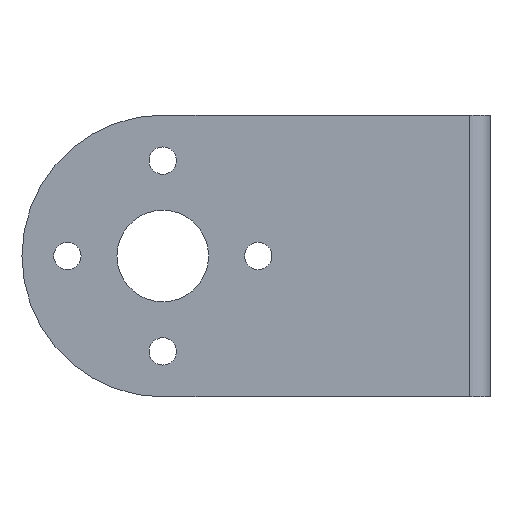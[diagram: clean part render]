
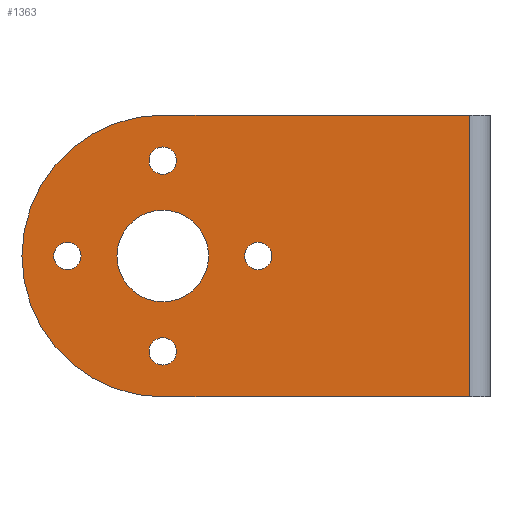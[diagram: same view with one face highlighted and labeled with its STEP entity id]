
A CAD part, left-side view. The second image highlights one B-rep face of the part: STEP entity #1363.
In plain terms, the highlighted planar face has unit normal (-1, 0, 0).
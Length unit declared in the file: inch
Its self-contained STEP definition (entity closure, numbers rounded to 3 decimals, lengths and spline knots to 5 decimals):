
#449 = CARTESIAN_POINT ( 'NONE',  ( -1.0285, 0.07, 0.4845 ) ) ;
#450 = CARTESIAN_POINT ( 'NONE',  ( -1.0285, 1.1245, 0.4845 ) ) ;
#494 = DIRECTION ( 'NONE',  ( 0., 0., -1. ) ) ;
#495 = DIRECTION ( 'NONE',  ( -1., 0., 0. ) ) ;
#496 = CARTESIAN_POINT ( 'NONE',  ( -1.0285, 1.1245, 0. ) ) ;
#497 = AXIS2_PLACEMENT_3D ( 'NONE', #496, #495, #494 ) ;
#498 = CIRCLE ( 'NONE', #497, 0.4845 ) ;
#499 = DIRECTION ( 'NONE',  ( 0., -1., 0. ) ) ;
#500 = VECTOR ( 'NONE', #499, 39.37008 ) ;
#501 = CARTESIAN_POINT ( 'NONE',  ( -1.0285, 1.609, 0.4845 ) ) ;
#502 = LINE ( 'NONE', #501, #500 ) ;
#514 = DIRECTION ( 'NONE',  ( 0., 0., -1. ) ) ;
#515 = DIRECTION ( 'NONE',  ( -1., 0., 0. ) ) ;
#516 = CARTESIAN_POINT ( 'NONE',  ( -1.0285, 1.125, 0. ) ) ;
#517 = AXIS2_PLACEMENT_3D ( 'NONE', #516, #515, #514 ) ;
#518 = CIRCLE ( 'NONE', #517, 0.1575 ) ;
#543 = CARTESIAN_POINT ( 'NONE',  ( -1.0285, 1.125, -0.1575 ) ) ;
#593 = DIRECTION ( 'NONE',  ( 0., 0., -1. ) ) ;
#594 = DIRECTION ( 'NONE',  ( 1., 0., 0. ) ) ;
#595 = CARTESIAN_POINT ( 'NONE',  ( -1.0285, 1.609, 0. ) ) ;
#596 = AXIS2_PLACEMENT_3D ( 'NONE', #595, #594, #593 ) ;
#597 = PLANE ( 'NONE',  #596 ) ;
#598 = FACE_BOUND ( 'NONE', #1242, .T. ) ;
#599 = FACE_OUTER_BOUND ( 'NONE', #1342, .T. ) ;
#600 = FACE_BOUND ( 'NONE', #1352, .T. ) ;
#601 = FACE_BOUND ( 'NONE', #1358, .T. ) ;
#602 = FACE_BOUND ( 'NONE', #1357, .T. ) ;
#603 = FACE_BOUND ( 'NONE', #1346, .T. ) ;
#604 = DIRECTION ( 'NONE',  ( 0., 0., -1. ) ) ;
#610 = DIRECTION ( 'NONE',  ( 1., 0., 0. ) ) ;
#611 = AXIS2_PLACEMENT_3D ( 'NONE', #617, #610, #604 ) ;
#612 = CIRCLE ( 'NONE', #611, 0.047 ) ;
#613 = DIRECTION ( 'NONE',  ( 0., 0., -1. ) ) ;
#614 = DIRECTION ( 'NONE',  ( 1., 0., 0. ) ) ;
#615 = AXIS2_PLACEMENT_3D ( 'NONE', #653, #614, #613 ) ;
#616 = CIRCLE ( 'NONE', #615, 0.047 ) ;
#617 = CARTESIAN_POINT ( 'NONE',  ( -1.0285, 1.125, 0.328 ) ) ;
#620 = DIRECTION ( 'NONE',  ( 0., -1., 0. ) ) ;
#621 = VECTOR ( 'NONE', #620, 39.37008 ) ;
#622 = CARTESIAN_POINT ( 'NONE',  ( -1.0285, 1.609, -0.4845 ) ) ;
#623 = LINE ( 'NONE', #622, #621 ) ;
#643 = CARTESIAN_POINT ( 'NONE',  ( -1.0285, 0.07, -0.4845 ) ) ;
#644 = CARTESIAN_POINT ( 'NONE',  ( -1.0285, 1.1245, -0.4845 ) ) ;
#648 = DIRECTION ( 'NONE',  ( 0., 0., -1. ) ) ;
#649 = DIRECTION ( 'NONE',  ( 1., 0., 0. ) ) ;
#650 = CARTESIAN_POINT ( 'NONE',  ( -1.0285, 1.453, 0. ) ) ;
#651 = AXIS2_PLACEMENT_3D ( 'NONE', #650, #649, #648 ) ;
#652 = CIRCLE ( 'NONE', #651, 0.047 ) ;
#653 = CARTESIAN_POINT ( 'NONE',  ( -1.0285, 0.797, 0. ) ) ;
#664 = CARTESIAN_POINT ( 'NONE',  ( -1.0285, 1.125, 0.1575 ) ) ;
#718 = DIRECTION ( 'NONE',  ( 0., 0., -1. ) ) ;
#719 = DIRECTION ( 'NONE',  ( 1., 0., 0. ) ) ;
#720 = CARTESIAN_POINT ( 'NONE',  ( -1.0285, 1.125, -0.328 ) ) ;
#721 = AXIS2_PLACEMENT_3D ( 'NONE', #720, #719, #718 ) ;
#722 = CIRCLE ( 'NONE', #721, 0.047 ) ;
#724 = CARTESIAN_POINT ( 'NONE',  ( -1.0285, 1.125, -0.375 ) ) ;
#725 = CARTESIAN_POINT ( 'NONE',  ( -1.0285, 1.125, -0.281 ) ) ;
#727 = DIRECTION ( 'NONE',  ( 0., 0., 1. ) ) ;
#728 = VECTOR ( 'NONE', #727, 39.37008 ) ;
#729 = CARTESIAN_POINT ( 'NONE',  ( -1.0285, 0.07, 0. ) ) ;
#730 = LINE ( 'NONE', #729, #728 ) ;
#732 = DIRECTION ( 'NONE',  ( 0., 0., -1. ) ) ;
#733 = DIRECTION ( 'NONE',  ( 1., 0., 0. ) ) ;
#734 = CARTESIAN_POINT ( 'NONE',  ( -1.0285, 1.125, -0.328 ) ) ;
#735 = AXIS2_PLACEMENT_3D ( 'NONE', #734, #733, #732 ) ;
#736 = CIRCLE ( 'NONE', #735, 0.047 ) ;
#791 = DIRECTION ( 'NONE',  ( 0., 0., -1. ) ) ;
#792 = DIRECTION ( 'NONE',  ( -1., 0., 0. ) ) ;
#793 = CARTESIAN_POINT ( 'NONE',  ( -1.0285, 1.125, 0. ) ) ;
#794 = AXIS2_PLACEMENT_3D ( 'NONE', #793, #792, #791 ) ;
#795 = CIRCLE ( 'NONE', #794, 0.1575 ) ;
#861 = CARTESIAN_POINT ( 'NONE',  ( -1.0285, 0.797, -0.047 ) ) ;
#862 = CARTESIAN_POINT ( 'NONE',  ( -1.0285, 0.797, 0.047 ) ) ;
#863 = DIRECTION ( 'NONE',  ( 0., 0., -1. ) ) ;
#864 = DIRECTION ( 'NONE',  ( 1., 0., 0. ) ) ;
#865 = AXIS2_PLACEMENT_3D ( 'NONE', #903, #864, #863 ) ;
#866 = CIRCLE ( 'NONE', #865, 0.047 ) ;
#872 = CARTESIAN_POINT ( 'NONE',  ( -1.0285, 1.125, 0.281 ) ) ;
#873 = CARTESIAN_POINT ( 'NONE',  ( -1.0285, 1.125, 0.375 ) ) ;
#874 = DIRECTION ( 'NONE',  ( 0., 0., -1. ) ) ;
#875 = DIRECTION ( 'NONE',  ( 1., 0., 0. ) ) ;
#876 = AXIS2_PLACEMENT_3D ( 'NONE', #883, #875, #874 ) ;
#877 = CIRCLE ( 'NONE', #876, 0.047 ) ;
#883 = CARTESIAN_POINT ( 'NONE',  ( -1.0285, 1.125, 0.328 ) ) ;
#903 = CARTESIAN_POINT ( 'NONE',  ( -1.0285, 0.797, 0. ) ) ;
#986 = DIRECTION ( 'NONE',  ( 0., 0., -1. ) ) ;
#987 = DIRECTION ( 'NONE',  ( 1., 0., 0. ) ) ;
#988 = CARTESIAN_POINT ( 'NONE',  ( -1.0285, 1.453, 0. ) ) ;
#989 = AXIS2_PLACEMENT_3D ( 'NONE', #988, #987, #986 ) ;
#990 = CIRCLE ( 'NONE', #989, 0.047 ) ;
#1031 = CARTESIAN_POINT ( 'NONE',  ( -1.0285, 1.453, -0.047 ) ) ;
#1032 = CARTESIAN_POINT ( 'NONE',  ( -1.0285, 1.453, 0.047 ) ) ;
#1081 = ORIENTED_EDGE ( 'NONE', *, *, #1539, .T. ) ;
#1152 = ORIENTED_EDGE ( 'NONE', *, *, #1534, .T. ) ;
#1173 = ORIENTED_EDGE ( 'NONE', *, *, #1345, .T. ) ;
#1239 = ORIENTED_EDGE ( 'NONE', *, *, #1240, .F. ) ;
#1240 = EDGE_CURVE ( 'NONE', #1395, #1371, #518, .T. ) ;
#1242 = EDGE_LOOP ( 'NONE', ( #1246, #1239 ) ) ;
#1243 = ORIENTED_EDGE ( 'NONE', *, *, #1244, .F. ) ;
#1244 = EDGE_CURVE ( 'NONE', #1253, #1254, #502, .T. ) ;
#1245 = EDGE_CURVE ( 'NONE', #1253, #1343, #498, .T. ) ;
#1246 = ORIENTED_EDGE ( 'NONE', *, *, #1453, .F. ) ;
#1248 = ORIENTED_EDGE ( 'NONE', *, *, #1245, .T. ) ;
#1253 = VERTEX_POINT ( 'NONE', #450 ) ;
#1254 = VERTEX_POINT ( 'NONE', #449 ) ;
#1342 = EDGE_LOOP ( 'NONE', ( #1173, #1152, #1243, #1248 ) ) ;
#1343 = VERTEX_POINT ( 'NONE', #644 ) ;
#1344 = VERTEX_POINT ( 'NONE', #643 ) ;
#1345 = EDGE_CURVE ( 'NONE', #1343, #1344, #623, .T. ) ;
#1346 = EDGE_LOOP ( 'NONE', ( #1348, #1356 ) ) ;
#1348 = ORIENTED_EDGE ( 'NONE', *, *, #1355, .T. ) ;
#1349 = ORIENTED_EDGE ( 'NONE', *, *, #1350, .T. ) ;
#1350 = EDGE_CURVE ( 'NONE', #1565, #1564, #652, .T. ) ;
#1351 = ORIENTED_EDGE ( 'NONE', *, *, #1562, .T. ) ;
#1352 = EDGE_LOOP ( 'NONE', ( #1353, #1081 ) ) ;
#1353 = ORIENTED_EDGE ( 'NONE', *, *, #1532, .T. ) ;
#1355 = EDGE_CURVE ( 'NONE', #1481, #1480, #616, .T. ) ;
#1356 = ORIENTED_EDGE ( 'NONE', *, *, #1479, .T. ) ;
#1357 = EDGE_LOOP ( 'NONE', ( #1359, #1361 ) ) ;
#1358 = EDGE_LOOP ( 'NONE', ( #1349, #1351 ) ) ;
#1359 = ORIENTED_EDGE ( 'NONE', *, *, #1360, .T. ) ;
#1360 = EDGE_CURVE ( 'NONE', #1509, #1508, #612, .T. ) ;
#1361 = ORIENTED_EDGE ( 'NONE', *, *, #1507, .T. ) ;
#1363 = ADVANCED_FACE ( 'NONE', ( #603, #602, #601, #600, #599, #598 ), #597, .F. ) ;
#1371 = VERTEX_POINT ( 'NONE', #543 ) ;
#1395 = VERTEX_POINT ( 'NONE', #664 ) ;
#1453 = EDGE_CURVE ( 'NONE', #1371, #1395, #795, .T. ) ;
#1479 = EDGE_CURVE ( 'NONE', #1480, #1481, #866, .T. ) ;
#1480 = VERTEX_POINT ( 'NONE', #862 ) ;
#1481 = VERTEX_POINT ( 'NONE', #861 ) ;
#1507 = EDGE_CURVE ( 'NONE', #1508, #1509, #877, .T. ) ;
#1508 = VERTEX_POINT ( 'NONE', #873 ) ;
#1509 = VERTEX_POINT ( 'NONE', #872 ) ;
#1532 = EDGE_CURVE ( 'NONE', #1538, #1537, #736, .T. ) ;
#1534 = EDGE_CURVE ( 'NONE', #1344, #1254, #730, .T. ) ;
#1537 = VERTEX_POINT ( 'NONE', #725 ) ;
#1538 = VERTEX_POINT ( 'NONE', #724 ) ;
#1539 = EDGE_CURVE ( 'NONE', #1537, #1538, #722, .T. ) ;
#1562 = EDGE_CURVE ( 'NONE', #1564, #1565, #990, .T. ) ;
#1564 = VERTEX_POINT ( 'NONE', #1032 ) ;
#1565 = VERTEX_POINT ( 'NONE', #1031 ) ;
